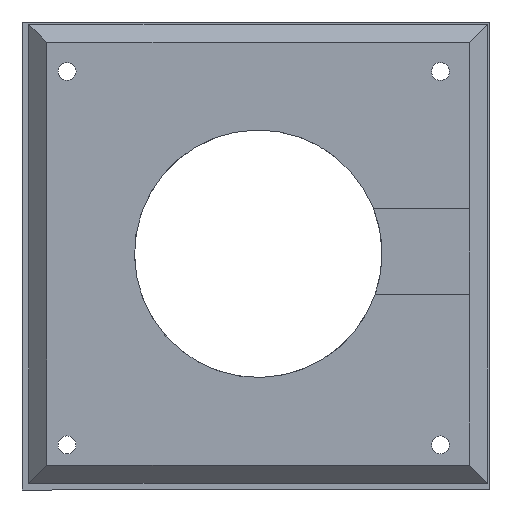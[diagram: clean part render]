
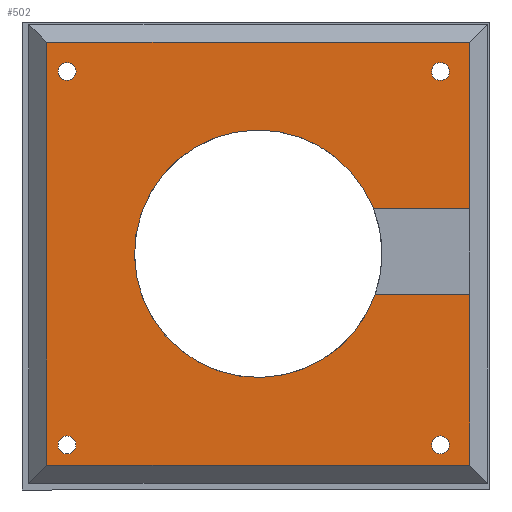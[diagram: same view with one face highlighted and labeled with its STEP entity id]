
A CAD part, front view. The second image highlights one B-rep face of the part: STEP entity #502.
In plain terms, the highlighted planar face has unit normal (0, -1, 0).
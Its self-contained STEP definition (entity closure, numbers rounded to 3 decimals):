
#19=LINE('',#727,#73);
#22=LINE('',#733,#76);
#24=LINE('',#741,#78);
#28=LINE('',#748,#82);
#30=LINE('',#753,#84);
#33=LINE('',#759,#87);
#36=LINE('',#763,#90);
#73=VECTOR('',#595,21.014);
#76=VECTOR('',#600,21.383);
#78=VECTOR('',#610,38.);
#82=VECTOR('',#614,37.);
#84=VECTOR('',#618,94.);
#87=VECTOR('',#623,94.);
#90=VECTOR('',#628,94.);
#130=PLANE('',#543);
#151=FACE_BOUND('',#208,.T.);
#152=FACE_BOUND('',#209,.T.);
#153=FACE_BOUND('',#210,.T.);
#154=FACE_BOUND('',#211,.T.);
#174=FACE_OUTER_BOUND('',#207,.T.);
#207=EDGE_LOOP('',(#400,#401,#402,#403,#404,#405,#406,#407));
#208=EDGE_LOOP('',(#408));
#209=EDGE_LOOP('',(#409));
#210=EDGE_LOOP('',(#410));
#211=EDGE_LOOP('',(#411));
#234=CIRCLE('',#521,2.);
#236=CIRCLE('',#524,2.);
#238=CIRCLE('',#527,2.);
#240=CIRCLE('',#530,2.);
#244=CIRCLE('',#538,27.5);
#245=VERTEX_POINT('',#695);
#247=VERTEX_POINT('',#700);
#249=VERTEX_POINT('',#705);
#251=VERTEX_POINT('',#710);
#257=VERTEX_POINT('',#724);
#258=VERTEX_POINT('',#726);
#259=VERTEX_POINT('',#730);
#260=VERTEX_POINT('',#732);
#262=VERTEX_POINT('',#740);
#265=VERTEX_POINT('',#746);
#267=VERTEX_POINT('',#752);
#269=VERTEX_POINT('',#758);
#290=EDGE_CURVE('',#245,#245,#234,.T.);
#292=EDGE_CURVE('',#247,#247,#236,.T.);
#294=EDGE_CURVE('',#249,#249,#238,.T.);
#296=EDGE_CURVE('',#251,#251,#240,.T.);
#303=EDGE_CURVE('',#258,#257,#19,.T.);
#306=EDGE_CURVE('',#260,#259,#22,.T.);
#309=EDGE_CURVE('',#257,#260,#244,.T.);
#310=EDGE_CURVE('',#262,#258,#24,.T.);
#314=EDGE_CURVE('',#259,#265,#28,.T.);
#316=EDGE_CURVE('',#267,#262,#30,.T.);
#319=EDGE_CURVE('',#269,#267,#33,.T.);
#322=EDGE_CURVE('',#265,#269,#36,.T.);
#400=ORIENTED_EDGE('',*,*,#303,.T.);
#401=ORIENTED_EDGE('',*,*,#309,.T.);
#402=ORIENTED_EDGE('',*,*,#306,.T.);
#403=ORIENTED_EDGE('',*,*,#314,.T.);
#404=ORIENTED_EDGE('',*,*,#322,.T.);
#405=ORIENTED_EDGE('',*,*,#319,.T.);
#406=ORIENTED_EDGE('',*,*,#316,.T.);
#407=ORIENTED_EDGE('',*,*,#310,.T.);
#408=ORIENTED_EDGE('',*,*,#290,.T.);
#409=ORIENTED_EDGE('',*,*,#292,.T.);
#410=ORIENTED_EDGE('',*,*,#294,.T.);
#411=ORIENTED_EDGE('',*,*,#296,.T.);
#502=ADVANCED_FACE('',(#174,#151,#152,#153,#154),#130,.T.);
#521=AXIS2_PLACEMENT_3D('',#696,#563,#564);
#524=AXIS2_PLACEMENT_3D('',#701,#569,#570);
#527=AXIS2_PLACEMENT_3D('',#706,#575,#576);
#530=AXIS2_PLACEMENT_3D('',#711,#581,#582);
#538=AXIS2_PLACEMENT_3D('',#738,#606,#607);
#543=AXIS2_PLACEMENT_3D('',#764,#629,#630);
#563=DIRECTION('center_axis',(0.,1.,0.));
#564=DIRECTION('ref_axis',(-1.,0.,0.));
#569=DIRECTION('center_axis',(0.,1.,0.));
#570=DIRECTION('ref_axis',(-1.,0.,0.));
#575=DIRECTION('center_axis',(0.,1.,0.));
#576=DIRECTION('ref_axis',(-1.,0.,0.));
#581=DIRECTION('center_axis',(0.,1.,0.));
#582=DIRECTION('ref_axis',(-1.,0.,0.));
#595=DIRECTION('',(-1.,0.,0.));
#600=DIRECTION('',(1.,0.,0.));
#606=DIRECTION('center_axis',(0.,1.,0.));
#607=DIRECTION('ref_axis',(-1.,0.,0.));
#610=DIRECTION('',(0.,0.,1.));
#614=DIRECTION('',(0.,0.,1.));
#618=DIRECTION('',(1.,0.,0.));
#623=DIRECTION('',(0.,0.,-1.));
#628=DIRECTION('',(-1.,0.,0.));
#629=DIRECTION('center_axis',(0.,-1.,0.));
#630=DIRECTION('ref_axis',(0.,0.,-1.));
#695=CARTESIAN_POINT('',(-87.5,-15.,-89.5));
#696=CARTESIAN_POINT('Origin',(-89.5,-15.,-89.5));
#700=CARTESIAN_POINT('',(-4.5,-15.,-6.5));
#701=CARTESIAN_POINT('Origin',(-6.5,-15.,-6.5));
#705=CARTESIAN_POINT('',(-4.5,-15.,-89.5));
#706=CARTESIAN_POINT('Origin',(-6.5,-15.,-89.5));
#710=CARTESIAN_POINT('',(-87.5,-15.,-6.5));
#711=CARTESIAN_POINT('Origin',(-89.5,-15.,-6.5));
#724=CARTESIAN_POINT('',(-21.014,-15.,-56.));
#726=CARTESIAN_POINT('',(0.,-15.,-56.));
#727=CARTESIAN_POINT('',(-20.,-15.,-56.));
#730=CARTESIAN_POINT('',(0.,-15.,-37.));
#732=CARTESIAN_POINT('',(-21.383,-15.,-37.));
#733=CARTESIAN_POINT('',(-34.191,-15.,-37.));
#738=CARTESIAN_POINT('Origin',(-47.,-15.,-47.));
#740=CARTESIAN_POINT('',(0.,-15.,-94.));
#741=CARTESIAN_POINT('',(0.,-15.,-94.));
#746=CARTESIAN_POINT('',(0.,-15.,0.));
#748=CARTESIAN_POINT('',(0.,-15.,-94.));
#752=CARTESIAN_POINT('',(-94.,-15.,-94.));
#753=CARTESIAN_POINT('',(-94.,-15.,-94.));
#758=CARTESIAN_POINT('',(-94.,-15.,0.));
#759=CARTESIAN_POINT('',(-94.,-15.,0.));
#763=CARTESIAN_POINT('',(0.,-15.,0.));
#764=CARTESIAN_POINT('Origin',(-47.,-15.,-47.));
